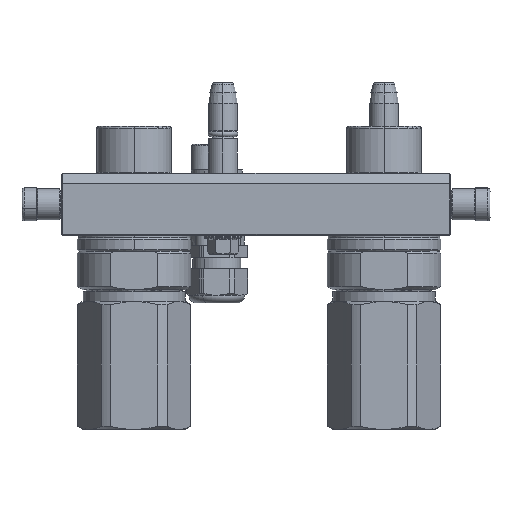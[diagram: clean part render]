
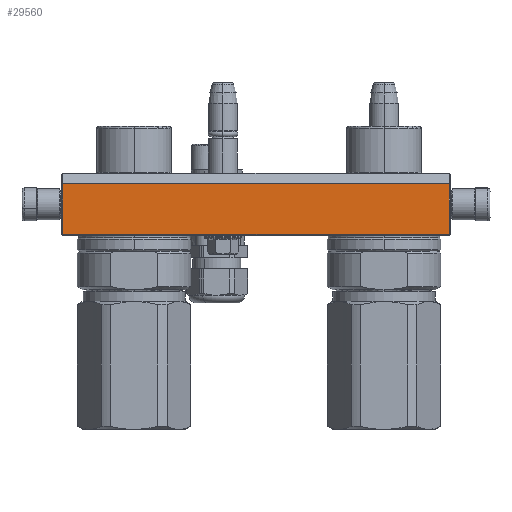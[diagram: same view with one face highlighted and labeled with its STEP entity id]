
A CAD part, left-side view. The second image highlights one B-rep face of the part: STEP entity #29560.
In plain terms, the highlighted face is planar.
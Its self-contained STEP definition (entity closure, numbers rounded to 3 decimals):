
#40 = DIRECTION ( 'NONE',  ( -1., 0., 0. ) ) ;
#1206 = CARTESIAN_POINT ( 'NONE',  ( 93.5, 29.5, -45. ) ) ;
#1507 = VECTOR ( 'NONE', #39445, 1000. ) ;
#7147 = EDGE_LOOP ( 'NONE', ( #37046, #57770, #15003, #32622 ) ) ;
#9026 = EDGE_CURVE ( 'NONE', #24645, #14656, #37710, .T. ) ;
#11687 = CARTESIAN_POINT ( 'NONE',  ( 94., 0., -45. ) ) ;
#14656 = VERTEX_POINT ( 'NONE', #19104 ) ;
#15003 = ORIENTED_EDGE ( 'NONE', *, *, #22093, .F. ) ;
#19104 = CARTESIAN_POINT ( 'NONE',  ( -93.5, 29.5, -45. ) ) ;
#20331 = EDGE_CURVE ( 'NONE', #64217, #24645, #64547, .T. ) ;
#21666 = EDGE_CURVE ( 'NONE', #57658, #14656, #28555, .T. ) ;
#22093 = EDGE_CURVE ( 'NONE', #64217, #57658, #62075, .T. ) ;
#24644 = FACE_OUTER_BOUND ( 'NONE', #7147, .T. ) ;
#24645 = VERTEX_POINT ( 'NONE', #58722 ) ;
#25927 = VECTOR ( 'NONE', #35913, 1000. ) ;
#26595 = AXIS2_PLACEMENT_3D ( 'NONE', #11687, #69287, #36377 ) ;
#28555 = LINE ( 'NONE', #31664, #63791 ) ;
#29560 = ADVANCED_FACE ( 'NONE', ( #24644 ), #44465, .T. ) ;
#31664 = CARTESIAN_POINT ( 'NONE',  ( 93.5, 29.5, -45. ) ) ;
#32622 = ORIENTED_EDGE ( 'NONE', *, *, #20331, .T. ) ;
#35913 = DIRECTION ( 'NONE',  ( 0., 1., 0. ) ) ;
#36377 = DIRECTION ( 'NONE',  ( -1., 0., 0. ) ) ;
#36588 = CARTESIAN_POINT ( 'NONE',  ( 93.5, 5., -45. ) ) ;
#37046 = ORIENTED_EDGE ( 'NONE', *, *, #9026, .T. ) ;
#37710 = LINE ( 'NONE', #67297, #1507 ) ;
#39445 = DIRECTION ( 'NONE',  ( 0., 1., 0. ) ) ;
#42470 = CARTESIAN_POINT ( 'NONE',  ( 93.5, 5., -45. ) ) ;
#44465 = PLANE ( 'NONE',  #26595 ) ;
#50773 = VECTOR ( 'NONE', #40, 1000. ) ;
#57658 = VERTEX_POINT ( 'NONE', #1206 ) ;
#57770 = ORIENTED_EDGE ( 'NONE', *, *, #21666, .F. ) ;
#58722 = CARTESIAN_POINT ( 'NONE',  ( -93.5, 5., -45. ) ) ;
#62075 = LINE ( 'NONE', #63542, #25927 ) ;
#63542 = CARTESIAN_POINT ( 'NONE',  ( 93.5, 5., -45. ) ) ;
#63791 = VECTOR ( 'NONE', #71070, 1000. ) ;
#64217 = VERTEX_POINT ( 'NONE', #36588 ) ;
#64547 = LINE ( 'NONE', #42470, #50773 ) ;
#67297 = CARTESIAN_POINT ( 'NONE',  ( -93.5, 5., -45. ) ) ;
#69287 = DIRECTION ( 'NONE',  ( 0., 0., -1. ) ) ;
#71070 = DIRECTION ( 'NONE',  ( -1., 0., 0. ) ) ;
